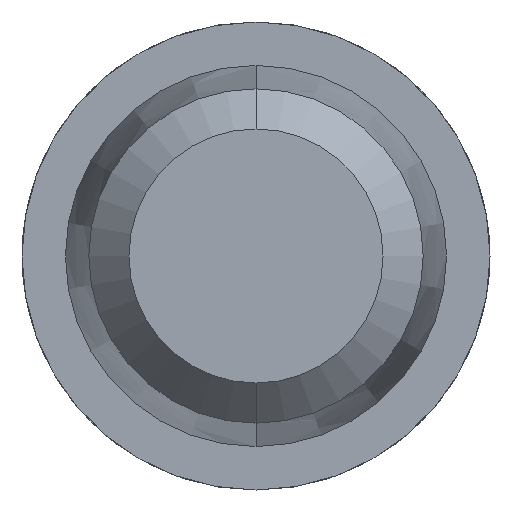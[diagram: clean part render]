
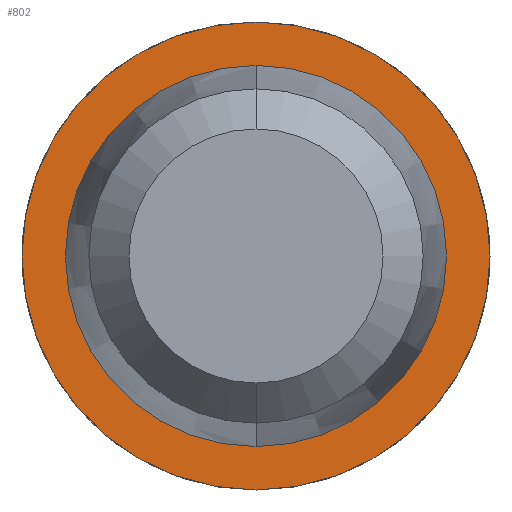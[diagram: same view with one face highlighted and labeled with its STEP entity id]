
A CAD part, front view. The second image highlights one B-rep face of the part: STEP entity #802.
In plain terms, the highlighted planar face has unit normal (0, -1, 0).
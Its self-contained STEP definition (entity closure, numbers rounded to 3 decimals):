
#36 = CARTESIAN_POINT ( 'NONE',  ( 0., 26., -0.7 ) ) ;
#47 = VERTEX_POINT ( 'NONE', #441 ) ;
#85 = CIRCLE ( 'NONE', #2312, 0.7 ) ;
#142 = EDGE_LOOP ( 'NONE', ( #371, #517 ) ) ;
#171 = CARTESIAN_POINT ( 'NONE',  ( 0., 26., 0. ) ) ;
#371 = ORIENTED_EDGE ( 'NONE', *, *, #2297, .F. ) ;
#402 = CARTESIAN_POINT ( 'NONE',  ( 0., 26., 0. ) ) ;
#430 = DIRECTION ( 'NONE',  ( 0., 0., -1. ) ) ;
#441 = CARTESIAN_POINT ( 'NONE',  ( 0., 26., -0.57 ) ) ;
#451 = DIRECTION ( 'NONE',  ( 0., 0., -1. ) ) ;
#517 = ORIENTED_EDGE ( 'NONE', *, *, #2937, .F. ) ;
#649 = CARTESIAN_POINT ( 'NONE',  ( 0., 26., 0.7 ) ) ;
#678 = VERTEX_POINT ( 'NONE', #36 ) ;
#752 = DIRECTION ( 'NONE',  ( 0., -1., 0. ) ) ;
#802 = ADVANCED_FACE ( 'Defeature ausgef�hrt2_13', ( #3553, #3776 ), #3159, .T. ) ;
#1030 = CARTESIAN_POINT ( 'NONE',  ( 0.57, 26., 0. ) ) ;
#1087 = DIRECTION ( 'NONE',  ( 0., -1., 0. ) ) ;
#1143 = CARTESIAN_POINT ( 'NONE',  ( 0., 26., 0. ) ) ;
#1322 = VERTEX_POINT ( 'NONE', #649 ) ;
#1604 = CIRCLE ( 'NONE', #2639, 0.57 ) ;
#1620 = DIRECTION ( 'NONE',  ( 0., -1., 0. ) ) ;
#1856 = AXIS2_PLACEMENT_3D ( 'NONE', #1969, #752, #451 ) ;
#1969 = CARTESIAN_POINT ( 'NONE',  ( 0., 26., 0. ) ) ;
#2061 = CARTESIAN_POINT ( 'NONE',  ( 0., 26., 0.57 ) ) ;
#2076 = DIRECTION ( 'NONE',  ( 0., -1., 0. ) ) ;
#2113 = CIRCLE ( 'NONE', #3530, 0.57 ) ;
#2297 = EDGE_CURVE ( 'Defeature ausgef�hrt2_12+Defeature ausgef�hrt2_13+Defeature ausgef�hrt2_13+Defeature ausgef�hrt2_13', #3960, #47, #1604, .T. ) ;
#2304 = DIRECTION ( 'NONE',  ( 0., 0., -1. ) ) ;
#2312 = AXIS2_PLACEMENT_3D ( 'NONE', #402, #1620, #2848 ) ;
#2572 = CIRCLE ( 'NONE', #1856, 0.7 ) ;
#2639 = AXIS2_PLACEMENT_3D ( 'NONE', #1143, #2076, #3268 ) ;
#2649 = EDGE_CURVE ( 'Defeature ausgef�hrt2_13+Defeature ausgef�hrt2_14+Defeature ausgef�hrt2_14+Defeature ausgef�hrt2_14', #678, #1322, #2572, .T. ) ;
#2848 = DIRECTION ( 'NONE',  ( 0., 0., -1. ) ) ;
#2937 = EDGE_CURVE ( 'Defeature ausgef�hrt2_12+Defeature ausgef�hrt2_13+Defeature ausgef�hrt2_13+Defeature ausgef�hrt2_13', #47, #3960, #2113, .T. ) ;
#3114 = ORIENTED_EDGE ( 'NONE', *, *, #3937, .T. ) ;
#3159 = PLANE ( 'NONE',  #3488 ) ;
#3179 = DIRECTION ( 'NONE',  ( 0., -1., 0. ) ) ;
#3268 = DIRECTION ( 'NONE',  ( 0., 0., -1. ) ) ;
#3397 = EDGE_LOOP ( 'NONE', ( #3849, #3114 ) ) ;
#3488 = AXIS2_PLACEMENT_3D ( 'NONE', #1030, #3179, #430 ) ;
#3530 = AXIS2_PLACEMENT_3D ( 'NONE', #171, #1087, #2304 ) ;
#3553 = FACE_OUTER_BOUND ( 'NONE', #3397, .T. ) ;
#3776 = FACE_BOUND ( 'NONE', #142, .T. ) ;
#3849 = ORIENTED_EDGE ( 'NONE', *, *, #2649, .T. ) ;
#3937 = EDGE_CURVE ( 'Defeature ausgef�hrt2_13+Defeature ausgef�hrt2_14+Defeature ausgef�hrt2_14+Defeature ausgef�hrt2_14', #1322, #678, #85, .T. ) ;
#3960 = VERTEX_POINT ( 'NONE', #2061 ) ;
